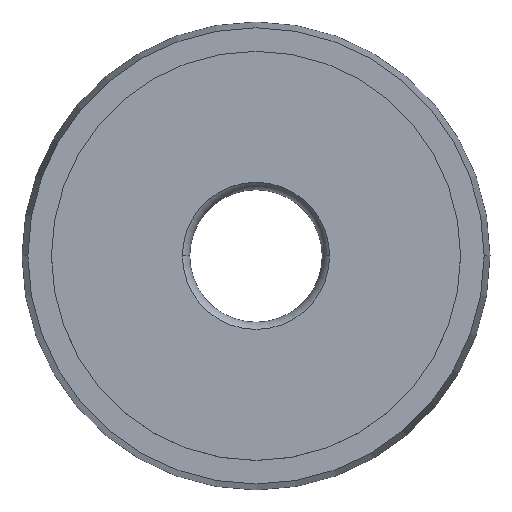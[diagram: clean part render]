
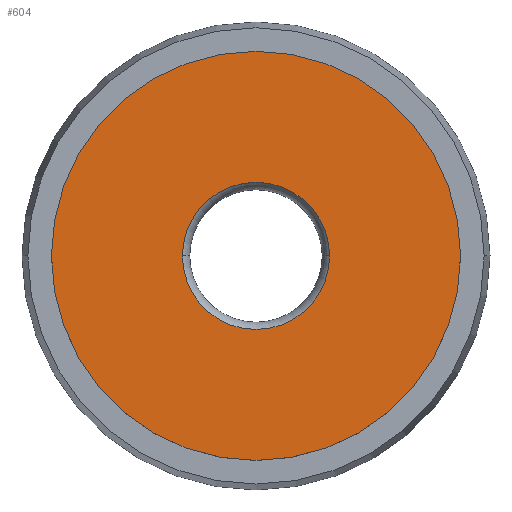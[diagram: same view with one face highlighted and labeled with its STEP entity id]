
A CAD part, top view. The second image highlights one B-rep face of the part: STEP entity #604.
In plain terms, the highlighted planar face has unit normal (0, 0, 1).
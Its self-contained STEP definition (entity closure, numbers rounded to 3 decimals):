
#9 = AXIS2_PLACEMENT_3D ( 'NONE', #298, #397, #445 ) ;
#17 = VERTEX_POINT ( 'NONE', #264 ) ;
#24 = CIRCLE ( 'NONE', #9, 2.5 ) ;
#37 = CARTESIAN_POINT ( 'NONE',  ( 2.5, 0., 0. ) ) ;
#54 = VERTEX_POINT ( 'NONE', #177 ) ;
#78 = DIRECTION ( 'NONE',  ( 1., 0., 0. ) ) ;
#102 = DIRECTION ( 'NONE',  ( 0., 0., -1. ) ) ;
#106 = PLANE ( 'NONE',  #538 ) ;
#144 = FACE_BOUND ( 'NONE', #623, .T. ) ;
#152 = CARTESIAN_POINT ( 'NONE',  ( 0., 0., 0. ) ) ;
#155 = DIRECTION ( 'NONE',  ( 1., 0., 0. ) ) ;
#177 = CARTESIAN_POINT ( 'NONE',  ( -6.95, 0., 0. ) ) ;
#179 = AXIS2_PLACEMENT_3D ( 'NONE', #631, #238, #78 ) ;
#181 = EDGE_CURVE ( 'NONE', #54, #240, #241, .T. ) ;
#216 = EDGE_CURVE ( 'NONE', #240, #54, #564, .T. ) ;
#226 = DIRECTION ( 'NONE',  ( 0., 0., 1. ) ) ;
#238 = DIRECTION ( 'NONE',  ( 0., 0., 1. ) ) ;
#240 = VERTEX_POINT ( 'NONE', #525 ) ;
#241 = CIRCLE ( 'NONE', #311, 6.95 ) ;
#264 = CARTESIAN_POINT ( 'NONE',  ( -2.5, 0., 0. ) ) ;
#298 = CARTESIAN_POINT ( 'NONE',  ( 0., 0., 0. ) ) ;
#311 = AXIS2_PLACEMENT_3D ( 'NONE', #472, #226, #422 ) ;
#335 = ORIENTED_EDGE ( 'NONE', *, *, #181, .T. ) ;
#346 = VERTEX_POINT ( 'NONE', #37 ) ;
#378 = EDGE_CURVE ( 'NONE', #17, #346, #24, .T. ) ;
#391 = FACE_OUTER_BOUND ( 'NONE', #447, .T. ) ;
#397 = DIRECTION ( 'NONE',  ( 0., 0., 1. ) ) ;
#401 = CARTESIAN_POINT ( 'NONE',  ( 0., 0., 0. ) ) ;
#422 = DIRECTION ( 'NONE',  ( 1., 0., 0. ) ) ;
#430 = ORIENTED_EDGE ( 'NONE', *, *, #378, .F. ) ;
#445 = DIRECTION ( 'NONE',  ( 1., 0., 0. ) ) ;
#446 = DIRECTION ( 'NONE',  ( 0., 0., 1. ) ) ;
#447 = EDGE_LOOP ( 'NONE', ( #515, #335 ) ) ;
#456 = DIRECTION ( 'NONE',  ( -1., 0., 0. ) ) ;
#462 = EDGE_CURVE ( 'NONE', #346, #17, #618, .T. ) ;
#472 = CARTESIAN_POINT ( 'NONE',  ( 0., 0., 0. ) ) ;
#483 = ORIENTED_EDGE ( 'NONE', *, *, #462, .F. ) ;
#507 = AXIS2_PLACEMENT_3D ( 'NONE', #401, #446, #155 ) ;
#515 = ORIENTED_EDGE ( 'NONE', *, *, #216, .T. ) ;
#525 = CARTESIAN_POINT ( 'NONE',  ( 6.95, 0., 0. ) ) ;
#538 = AXIS2_PLACEMENT_3D ( 'NONE', #152, #102, #456 ) ;
#564 = CIRCLE ( 'NONE', #179, 6.95 ) ;
#604 = ADVANCED_FACE ( 'NONE', ( #144, #391 ), #106, .F. ) ;
#618 = CIRCLE ( 'NONE', #507, 2.5 ) ;
#623 = EDGE_LOOP ( 'NONE', ( #483, #430 ) ) ;
#631 = CARTESIAN_POINT ( 'NONE',  ( 0., 0., 0. ) ) ;
